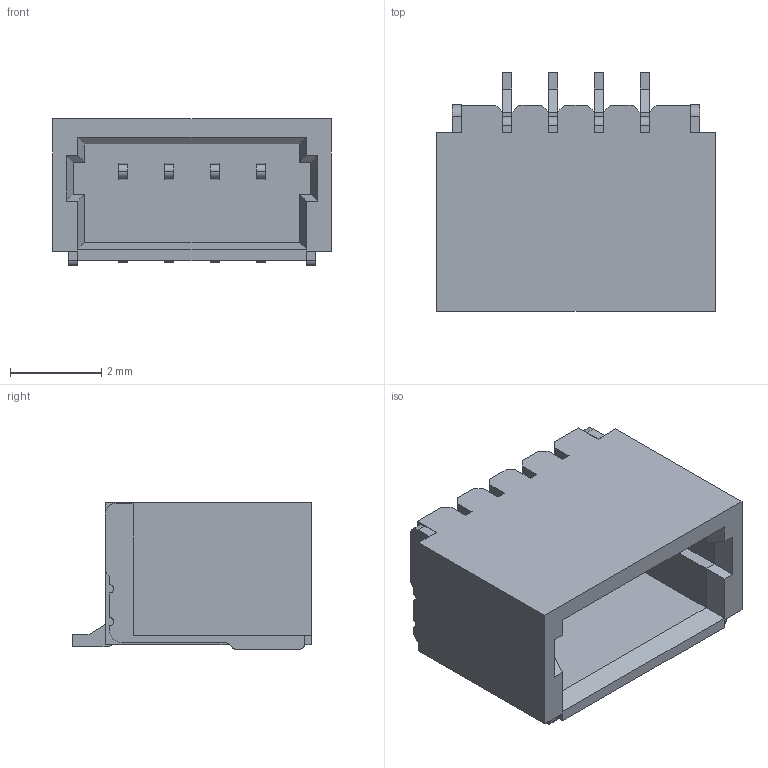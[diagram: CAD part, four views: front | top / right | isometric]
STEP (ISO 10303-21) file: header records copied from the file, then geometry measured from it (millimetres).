
FILE_DESCRIPTION((''),'2;1');
FILE_NAME('X1002WRS-04E-LPSWHF_ASM','2022-10-15T08:58:16',('柚子'),(''),'CREO PARAMETRIC BY PTC INC, 2019080','CREO PARAMETRIC BY PTC INC, 2019080','');
FILE_SCHEMA(('CONFIG_CONTROL_DESIGN'));
Length unit declared in the file: millimetre
Products named in the file (5): SOLID; CONN-SMD_4P-P1_00_X1002WRS-04E-_ASM; CN1_1_ASM; PCBMODEL_1_ASM; X1002WRS-04E-LPSWHF_ASM
Assembly tree (4 placements, depth 5):
  X1002WRS-04E-LPSWHF_ASM
    PCBMODEL_1_ASM
      CN1_1_ASM
        CONN-SMD_4P-P1_00_X1002WRS-04E-_ASM
          SOLID
Bounding box: 6.1 x 5.22 x 3.2 mm (x, y, z)
Volume: 51 mm3; surface area: 180.7 mm2
Topology: 1 solids, 1 shells, 268 faces, 726 edges, 466 vertices
Faces by surface type: plane 234, cylinder 34
Entity records: 8397 total; most frequent: CARTESIAN_POINT 1472, ORIENTED_EDGE 1452, DIRECTION 1358, EDGE_CURVE 726, VECTOR 654, LINE 654, VERTEX_POINT 466, AXIS2_PLACEMENT_3D 352
